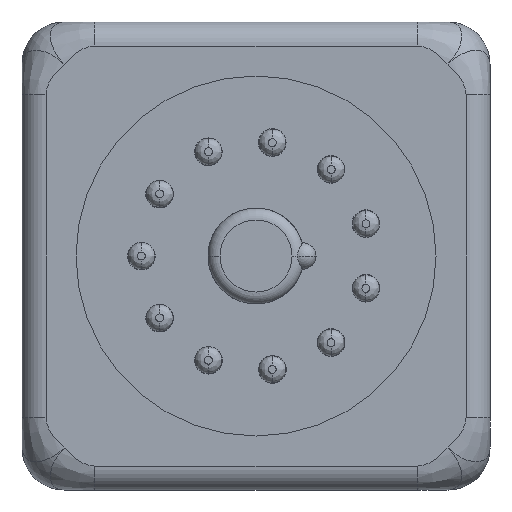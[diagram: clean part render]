
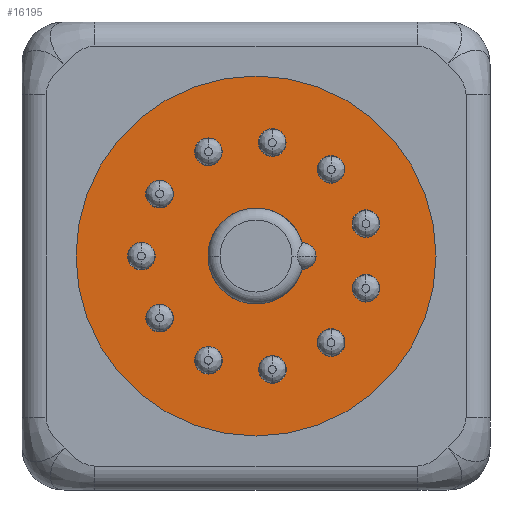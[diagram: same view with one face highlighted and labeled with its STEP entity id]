
A CAD part, front view. The second image highlights one B-rep face of the part: STEP entity #16195.
In plain terms, the highlighted planar face has unit normal (0, -1, 0).
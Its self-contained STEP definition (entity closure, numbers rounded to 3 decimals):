
#503=CARTESIAN_POINT('',(0.,-2.,19.5));
#504=DIRECTION('',(0.,-1.,0.));
#505=DIRECTION('',(0.,0.,-1.));
#506=AXIS2_PLACEMENT_3D('',#503,#504,#505);
#508=CARTESIAN_POINT('',(0.,-2.,19.5));
#509=DIRECTION('',(0.,-1.,0.));
#510=DIRECTION('',(0.,0.,1.));
#511=AXIS2_PLACEMENT_3D('',#508,#509,#510);
#513=CARTESIAN_POINT('',(-8.035,-2.,24.662));
#514=DIRECTION('',(0.,1.,0.));
#515=DIRECTION('',(0.,0.,1.));
#516=AXIS2_PLACEMENT_3D('',#513,#514,#515);
#518=CARTESIAN_POINT('',(-8.035,-2.,24.662));
#519=DIRECTION('',(0.,1.,0.));
#520=DIRECTION('',(0.,0.,-1.));
#521=AXIS2_PLACEMENT_3D('',#518,#519,#520);
#523=CARTESIAN_POINT('',(-3.969,-2.,28.186));
#524=DIRECTION('',(0.,1.,0.));
#525=DIRECTION('',(0.,0.,1.));
#526=AXIS2_PLACEMENT_3D('',#523,#524,#525);
#528=CARTESIAN_POINT('',(-3.969,-2.,28.186));
#529=DIRECTION('',(0.,1.,0.));
#530=DIRECTION('',(0.,0.,-1.));
#531=AXIS2_PLACEMENT_3D('',#528,#529,#530);
#533=CARTESIAN_POINT('',(1.356,-2.,28.953));
#534=DIRECTION('',(0.,1.,0.));
#535=DIRECTION('',(0.,0.,1.));
#536=AXIS2_PLACEMENT_3D('',#533,#534,#535);
#538=CARTESIAN_POINT('',(1.356,-2.,28.953));
#539=DIRECTION('',(0.,1.,0.));
#540=DIRECTION('',(0.,0.,-1.));
#541=AXIS2_PLACEMENT_3D('',#538,#539,#540);
#543=CARTESIAN_POINT('',(6.25,-2.,26.721));
#544=DIRECTION('',(0.,1.,0.));
#545=DIRECTION('',(0.,0.,1.));
#546=AXIS2_PLACEMENT_3D('',#543,#544,#545);
#548=CARTESIAN_POINT('',(6.25,-2.,26.721));
#549=DIRECTION('',(0.,1.,0.));
#550=DIRECTION('',(0.,0.,-1.));
#551=AXIS2_PLACEMENT_3D('',#548,#549,#550);
#553=CARTESIAN_POINT('',(9.161,-2.,22.196));
#554=DIRECTION('',(0.,1.,0.));
#555=DIRECTION('',(0.,0.,1.));
#556=AXIS2_PLACEMENT_3D('',#553,#554,#555);
#558=CARTESIAN_POINT('',(9.161,-2.,22.196));
#559=DIRECTION('',(0.,1.,0.));
#560=DIRECTION('',(0.,0.,-1.));
#561=AXIS2_PLACEMENT_3D('',#558,#559,#560);
#563=CARTESIAN_POINT('',(9.165,-2.,16.816));
#564=DIRECTION('',(0.,1.,0.));
#565=DIRECTION('',(0.,0.,1.));
#566=AXIS2_PLACEMENT_3D('',#563,#564,#565);
#568=CARTESIAN_POINT('',(9.165,-2.,16.816));
#569=DIRECTION('',(0.,1.,0.));
#570=DIRECTION('',(0.,0.,-1.));
#571=AXIS2_PLACEMENT_3D('',#568,#569,#570);
#573=CARTESIAN_POINT('',(6.26,-2.,12.288));
#574=DIRECTION('',(0.,1.,0.));
#575=DIRECTION('',(0.,0.,1.));
#576=AXIS2_PLACEMENT_3D('',#573,#574,#575);
#578=CARTESIAN_POINT('',(6.26,-2.,12.288));
#579=DIRECTION('',(0.,1.,0.));
#580=DIRECTION('',(0.,0.,-1.));
#581=AXIS2_PLACEMENT_3D('',#578,#579,#580);
#583=CARTESIAN_POINT('',(1.369,-2.,10.049));
#584=DIRECTION('',(0.,1.,0.));
#585=DIRECTION('',(0.,0.,1.));
#586=AXIS2_PLACEMENT_3D('',#583,#584,#585);
#588=CARTESIAN_POINT('',(1.369,-2.,10.049));
#589=DIRECTION('',(0.,1.,0.));
#590=DIRECTION('',(0.,0.,-1.));
#591=AXIS2_PLACEMENT_3D('',#588,#589,#590);
#593=CARTESIAN_POINT('',(-3.957,-2.,10.808));
#594=DIRECTION('',(0.,1.,0.));
#595=DIRECTION('',(0.,0.,1.));
#596=AXIS2_PLACEMENT_3D('',#593,#594,#595);
#598=CARTESIAN_POINT('',(-3.957,-2.,10.808));
#599=DIRECTION('',(0.,1.,0.));
#600=DIRECTION('',(0.,0.,-1.));
#601=AXIS2_PLACEMENT_3D('',#598,#599,#600);
#603=CARTESIAN_POINT('',(-8.027,-2.,14.327));
#604=DIRECTION('',(0.,1.,0.));
#605=DIRECTION('',(0.,0.,1.));
#606=AXIS2_PLACEMENT_3D('',#603,#604,#605);
#608=CARTESIAN_POINT('',(-8.027,-2.,14.327));
#609=DIRECTION('',(0.,1.,0.));
#610=DIRECTION('',(0.,0.,-1.));
#611=AXIS2_PLACEMENT_3D('',#608,#609,#610);
#613=CARTESIAN_POINT('',(-9.55,-2.,19.487));
#614=DIRECTION('',(0.,1.,0.));
#615=DIRECTION('',(0.,0.,1.));
#616=AXIS2_PLACEMENT_3D('',#613,#614,#615);
#618=CARTESIAN_POINT('',(-9.55,-2.,19.487));
#619=DIRECTION('',(0.,1.,0.));
#620=DIRECTION('',(0.,0.,-1.));
#621=AXIS2_PLACEMENT_3D('',#618,#619,#620);
#12735=CARTESIAN_POINT('',(0.,-2.,19.5));
#12736=DIRECTION('',(0.,-1.,0.));
#12737=DIRECTION('',(0.962,0.,0.275));
#12738=AXIS2_PLACEMENT_3D('',#12735,#12736,#12737);
#12772=CARTESIAN_POINT('',(3.9,-2.,19.5));
#12773=DIRECTION('',(0.,-1.,0.));
#12774=DIRECTION('',(-0.049,0.,-0.999));
#12775=AXIS2_PLACEMENT_3D('',#12772,#12773,#12774);
#15196=CARTESIAN_POINT('',(0.,-2.,4.5));
#15197=CARTESIAN_POINT('',(0.,-2.,34.5));
#15198=VERTEX_POINT('',#15196);
#15199=VERTEX_POINT('',#15197);
#15204=CARTESIAN_POINT('',(-8.035,-2.,25.812));
#15205=CARTESIAN_POINT('',(-8.035,-2.,23.512));
#15206=VERTEX_POINT('',#15204);
#15207=VERTEX_POINT('',#15205);
#15212=CARTESIAN_POINT('',(-3.969,-2.,29.336));
#15213=CARTESIAN_POINT('',(-3.969,-2.,27.036));
#15214=VERTEX_POINT('',#15212);
#15215=VERTEX_POINT('',#15213);
#15220=CARTESIAN_POINT('',(1.356,-2.,30.103));
#15221=CARTESIAN_POINT('',(1.356,-2.,27.803));
#15222=VERTEX_POINT('',#15220);
#15223=VERTEX_POINT('',#15221);
#15228=CARTESIAN_POINT('',(6.25,-2.,27.871));
#15229=CARTESIAN_POINT('',(6.25,-2.,25.571));
#15230=VERTEX_POINT('',#15228);
#15231=VERTEX_POINT('',#15229);
#15236=CARTESIAN_POINT('',(9.161,-2.,23.346));
#15237=CARTESIAN_POINT('',(9.161,-2.,21.046));
#15238=VERTEX_POINT('',#15236);
#15239=VERTEX_POINT('',#15237);
#15244=CARTESIAN_POINT('',(9.165,-2.,17.966));
#15245=CARTESIAN_POINT('',(9.165,-2.,15.666));
#15246=VERTEX_POINT('',#15244);
#15247=VERTEX_POINT('',#15245);
#15252=CARTESIAN_POINT('',(6.26,-2.,13.438));
#15253=CARTESIAN_POINT('',(6.26,-2.,11.138));
#15254=VERTEX_POINT('',#15252);
#15255=VERTEX_POINT('',#15253);
#15260=CARTESIAN_POINT('',(1.369,-2.,11.199));
#15261=CARTESIAN_POINT('',(1.369,-2.,8.899));
#15262=VERTEX_POINT('',#15260);
#15263=VERTEX_POINT('',#15261);
#15268=CARTESIAN_POINT('',(-3.957,-2.,11.958));
#15269=CARTESIAN_POINT('',(-3.957,-2.,9.658));
#15270=VERTEX_POINT('',#15268);
#15271=VERTEX_POINT('',#15269);
#15276=CARTESIAN_POINT('',(-8.027,-2.,15.477));
#15277=CARTESIAN_POINT('',(-8.027,-2.,13.177));
#15278=VERTEX_POINT('',#15276);
#15279=VERTEX_POINT('',#15277);
#15284=CARTESIAN_POINT('',(-9.55,-2.,20.637));
#15285=CARTESIAN_POINT('',(-9.55,-2.,18.337));
#15286=VERTEX_POINT('',#15284);
#15287=VERTEX_POINT('',#15285);
#15292=CARTESIAN_POINT('',(3.846,-2.,20.599));
#15293=CARTESIAN_POINT('',(3.846,-2.,18.401));
#15294=VERTEX_POINT('',#15292);
#15295=VERTEX_POINT('',#15293);
#16114=CARTESIAN_POINT('',(0.,-2.,19.5));
#16115=DIRECTION('',(0.,-1.,0.));
#16116=DIRECTION('',(0.,0.,-1.));
#16117=AXIS2_PLACEMENT_3D('',#16114,#16115,#16116);
#16118=PLANE('',#16117);
#16119=ORIENTED_EDGE('',*,*,#16094,.F.);
#16120=ORIENTED_EDGE('',*,*,#16108,.F.);
#16121=EDGE_LOOP('',(#16119,#16120));
#16122=FACE_OUTER_BOUND('',#16121,.F.);
#16124=ORIENTED_EDGE('',*,*,#16123,.F.);
#16126=ORIENTED_EDGE('',*,*,#16125,.F.);
#16127=EDGE_LOOP('',(#16124,#16126));
#16128=FACE_BOUND('',#16127,.F.);
#16130=ORIENTED_EDGE('',*,*,#16129,.F.);
#16132=ORIENTED_EDGE('',*,*,#16131,.F.);
#16133=EDGE_LOOP('',(#16130,#16132));
#16134=FACE_BOUND('',#16133,.F.);
#16136=ORIENTED_EDGE('',*,*,#16135,.F.);
#16138=ORIENTED_EDGE('',*,*,#16137,.F.);
#16139=EDGE_LOOP('',(#16136,#16138));
#16140=FACE_BOUND('',#16139,.F.);
#16142=ORIENTED_EDGE('',*,*,#16141,.F.);
#16144=ORIENTED_EDGE('',*,*,#16143,.F.);
#16145=EDGE_LOOP('',(#16142,#16144));
#16146=FACE_BOUND('',#16145,.F.);
#16148=ORIENTED_EDGE('',*,*,#16147,.F.);
#16150=ORIENTED_EDGE('',*,*,#16149,.F.);
#16151=EDGE_LOOP('',(#16148,#16150));
#16152=FACE_BOUND('',#16151,.F.);
#16154=ORIENTED_EDGE('',*,*,#16153,.F.);
#16156=ORIENTED_EDGE('',*,*,#16155,.F.);
#16157=EDGE_LOOP('',(#16154,#16156));
#16158=FACE_BOUND('',#16157,.F.);
#16160=ORIENTED_EDGE('',*,*,#16159,.F.);
#16162=ORIENTED_EDGE('',*,*,#16161,.F.);
#16163=EDGE_LOOP('',(#16160,#16162));
#16164=FACE_BOUND('',#16163,.F.);
#16166=ORIENTED_EDGE('',*,*,#16165,.F.);
#16168=ORIENTED_EDGE('',*,*,#16167,.F.);
#16169=EDGE_LOOP('',(#16166,#16168));
#16170=FACE_BOUND('',#16169,.F.);
#16172=ORIENTED_EDGE('',*,*,#16171,.F.);
#16174=ORIENTED_EDGE('',*,*,#16173,.F.);
#16175=EDGE_LOOP('',(#16172,#16174));
#16176=FACE_BOUND('',#16175,.F.);
#16178=ORIENTED_EDGE('',*,*,#16177,.F.);
#16180=ORIENTED_EDGE('',*,*,#16179,.F.);
#16181=EDGE_LOOP('',(#16178,#16180));
#16182=FACE_BOUND('',#16181,.F.);
#16184=ORIENTED_EDGE('',*,*,#16183,.F.);
#16186=ORIENTED_EDGE('',*,*,#16185,.F.);
#16187=EDGE_LOOP('',(#16184,#16186));
#16188=FACE_BOUND('',#16187,.F.);
#16190=ORIENTED_EDGE('',*,*,#16189,.T.);
#16192=ORIENTED_EDGE('',*,*,#16191,.T.);
#16193=EDGE_LOOP('',(#16190,#16192));
#16194=FACE_BOUND('',#16193,.F.);
#16195=ADVANCED_FACE('',(#16122,#16128,#16134,#16140,#16146,#16152,#16158,
#16164,#16170,#16176,#16182,#16188,#16194),#16118,.T.);
#507=CIRCLE('',#506,15.);
#512=CIRCLE('',#511,15.);
#517=CIRCLE('',#516,1.15);
#522=CIRCLE('',#521,1.15);
#527=CIRCLE('',#526,1.15);
#532=CIRCLE('',#531,1.15);
#537=CIRCLE('',#536,1.15);
#542=CIRCLE('',#541,1.15);
#547=CIRCLE('',#546,1.15);
#552=CIRCLE('',#551,1.15);
#557=CIRCLE('',#556,1.15);
#562=CIRCLE('',#561,1.15);
#567=CIRCLE('',#566,1.15);
#572=CIRCLE('',#571,1.15);
#577=CIRCLE('',#576,1.15);
#582=CIRCLE('',#581,1.15);
#587=CIRCLE('',#586,1.15);
#592=CIRCLE('',#591,1.15);
#597=CIRCLE('',#596,1.15);
#602=CIRCLE('',#601,1.15);
#607=CIRCLE('',#606,1.15);
#612=CIRCLE('',#611,1.15);
#617=CIRCLE('',#616,1.15);
#622=CIRCLE('',#621,1.15);
#12739=CIRCLE('',#12738,4.);
#12776=CIRCLE('',#12775,1.1);
#16094=EDGE_CURVE('',#15198,#15199,#507,.T.);
#16108=EDGE_CURVE('',#15199,#15198,#512,.T.);
#16123=EDGE_CURVE('',#15206,#15207,#517,.T.);
#16125=EDGE_CURVE('',#15207,#15206,#522,.T.);
#16129=EDGE_CURVE('',#15214,#15215,#527,.T.);
#16131=EDGE_CURVE('',#15215,#15214,#532,.T.);
#16135=EDGE_CURVE('',#15222,#15223,#537,.T.);
#16137=EDGE_CURVE('',#15223,#15222,#542,.T.);
#16141=EDGE_CURVE('',#15230,#15231,#547,.T.);
#16143=EDGE_CURVE('',#15231,#15230,#552,.T.);
#16147=EDGE_CURVE('',#15238,#15239,#557,.T.);
#16149=EDGE_CURVE('',#15239,#15238,#562,.T.);
#16153=EDGE_CURVE('',#15246,#15247,#567,.T.);
#16155=EDGE_CURVE('',#15247,#15246,#572,.T.);
#16159=EDGE_CURVE('',#15254,#15255,#577,.T.);
#16161=EDGE_CURVE('',#15255,#15254,#582,.T.);
#16165=EDGE_CURVE('',#15262,#15263,#587,.T.);
#16167=EDGE_CURVE('',#15263,#15262,#592,.T.);
#16171=EDGE_CURVE('',#15270,#15271,#597,.T.);
#16173=EDGE_CURVE('',#15271,#15270,#602,.T.);
#16177=EDGE_CURVE('',#15278,#15279,#607,.T.);
#16179=EDGE_CURVE('',#15279,#15278,#612,.T.);
#16183=EDGE_CURVE('',#15286,#15287,#617,.T.);
#16185=EDGE_CURVE('',#15287,#15286,#622,.T.);
#16189=EDGE_CURVE('',#15294,#15295,#12739,.T.);
#16191=EDGE_CURVE('',#15295,#15294,#12776,.T.);
